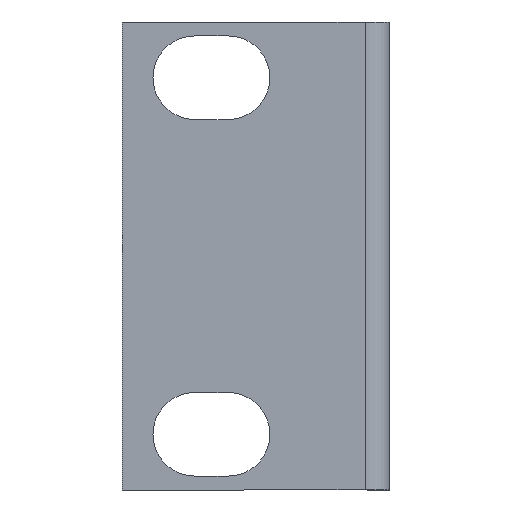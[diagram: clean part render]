
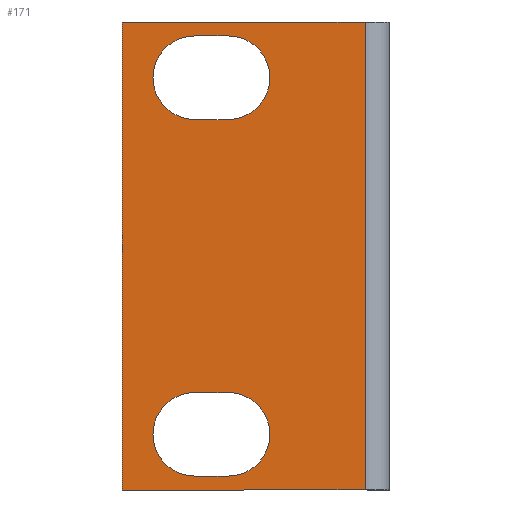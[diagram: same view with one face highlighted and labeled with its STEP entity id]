
A CAD part, left-side view. The second image highlights one B-rep face of the part: STEP entity #171.
In plain terms, the highlighted planar face has unit normal (-1, 0, 0).
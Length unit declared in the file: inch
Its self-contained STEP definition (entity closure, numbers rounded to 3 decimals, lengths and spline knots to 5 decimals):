
#14 = VECTOR ( 'NONE', #617, 39.37008 ) ;
#17 = AXIS2_PLACEMENT_3D ( 'NONE', #746, #737, #751 ) ;
#19 = CIRCLE ( 'NONE', #53, 0.14764 ) ;
#23 = AXIS2_PLACEMENT_3D ( 'NONE', #630, #615, #632 ) ;
#40 = CIRCLE ( 'NONE', #17, 0.14764 ) ;
#53 = AXIS2_PLACEMENT_3D ( 'NONE', #749, #715, #735 ) ;
#67 = AXIS2_PLACEMENT_3D ( 'NONE', #839, #809, #835 ) ;
#79 = VECTOR ( 'NONE', #814, 39.37008 ) ;
#86 = CIRCLE ( 'NONE', #67, 0.14764 ) ;
#87 = VECTOR ( 'NONE', #796, 39.37008 ) ;
#104 = AXIS2_PLACEMENT_3D ( 'NONE', #773, #761, #787 ) ;
#105 = VECTOR ( 'NONE', #848, 39.37008 ) ;
#106 = VECTOR ( 'NONE', #871, 39.37008 ) ;
#108 = VECTOR ( 'NONE', #857, 39.37008 ) ;
#113 = VECTOR ( 'NONE', #836, 39.37008 ) ;
#115 = CIRCLE ( 'NONE', #104, 0.14764 ) ;
#120 = AXIS2_PLACEMENT_3D ( 'NONE', #952, #915, #920 ) ;
#121 = CIRCLE ( 'NONE', #152, 0.14764 ) ;
#124 = VECTOR ( 'NONE', #953, 39.37008 ) ;
#129 = CIRCLE ( 'NONE', #120, 0.14764 ) ;
#152 = AXIS2_PLACEMENT_3D ( 'NONE', #936, #935, #905 ) ;
#171 = ADVANCED_FACE ( 'NONE', ( #639, #624, #618 ), #638, .T. ) ;
#173 = EDGE_CURVE ( 'NONE', #507, #553, #648, .T. ) ;
#200 = EDGE_CURVE ( 'NONE', #488, #505, #19, .T. ) ;
#201 = EDGE_CURVE ( 'NONE', #522, #491, #40, .T. ) ;
#208 = EDGE_CURVE ( 'NONE', #525, #533, #115, .T. ) ;
#211 = EDGE_CURVE ( 'NONE', #533, #522, #772, .T. ) ;
#223 = EDGE_CURVE ( 'NONE', #491, #451, #86, .T. ) ;
#225 = EDGE_CURVE ( 'NONE', #550, #523, #827, .T. ) ;
#228 = EDGE_CURVE ( 'NONE', #515, #516, #830, .T. ) ;
#234 = EDGE_CURVE ( 'NONE', #451, #525, #851, .T. ) ;
#239 = EDGE_CURVE ( 'NONE', #505, #541, #898, .T. ) ;
#241 = EDGE_CURVE ( 'NONE', #515, #553, #861, .T. ) ;
#252 = EDGE_CURVE ( 'NONE', #516, #507, #878, .T. ) ;
#255 = EDGE_CURVE ( 'NONE', #523, #488, #129, .T. ) ;
#258 = EDGE_CURVE ( 'NONE', #541, #550, #121, .T. ) ;
#321 = ORIENTED_EDGE ( 'NONE', *, *, #255, .F. ) ;
#324 = ORIENTED_EDGE ( 'NONE', *, *, #258, .F. ) ;
#326 = ORIENTED_EDGE ( 'NONE', *, *, #252, .F. ) ;
#331 = ORIENTED_EDGE ( 'NONE', *, *, #200, .F. ) ;
#335 = ORIENTED_EDGE ( 'NONE', *, *, #234, .F. ) ;
#338 = ORIENTED_EDGE ( 'NONE', *, *, #223, .F. ) ;
#353 = ORIENTED_EDGE ( 'NONE', *, *, #211, .F. ) ;
#354 = ORIENTED_EDGE ( 'NONE', *, *, #208, .F. ) ;
#355 = ORIENTED_EDGE ( 'NONE', *, *, #225, .F. ) ;
#356 = ORIENTED_EDGE ( 'NONE', *, *, #241, .T. ) ;
#361 = ORIENTED_EDGE ( 'NONE', *, *, #228, .F. ) ;
#366 = ORIENTED_EDGE ( 'NONE', *, *, #173, .F. ) ;
#368 = ORIENTED_EDGE ( 'NONE', *, *, #201, .F. ) ;
#376 = ORIENTED_EDGE ( 'NONE', *, *, #239, .F. ) ;
#442 = EDGE_LOOP ( 'NONE', ( #361, #356, #366, #326 ) ) ;
#449 = EDGE_LOOP ( 'NONE', ( #324, #376, #331, #321, #355 ) ) ;
#451 = VERTEX_POINT ( 'NONE', #913 ) ;
#488 = VERTEX_POINT ( 'NONE', #925 ) ;
#491 = VERTEX_POINT ( 'NONE', #928 ) ;
#493 = EDGE_LOOP ( 'NONE', ( #354, #335, #338, #368, #353 ) ) ;
#505 = VERTEX_POINT ( 'NONE', #917 ) ;
#507 = VERTEX_POINT ( 'NONE', #943 ) ;
#515 = VERTEX_POINT ( 'NONE', #941 ) ;
#516 = VERTEX_POINT ( 'NONE', #942 ) ;
#522 = VERTEX_POINT ( 'NONE', #956 ) ;
#523 = VERTEX_POINT ( 'NONE', #1000 ) ;
#525 = VERTEX_POINT ( 'NONE', #991 ) ;
#533 = VERTEX_POINT ( 'NONE', #981 ) ;
#541 = VERTEX_POINT ( 'NONE', #967 ) ;
#550 = VERTEX_POINT ( 'NONE', #982 ) ;
#553 = VERTEX_POINT ( 'NONE', #958 ) ;
#615 = DIRECTION ( 'NONE',  ( -1., 0., 0. ) ) ;
#617 = DIRECTION ( 'NONE',  ( 0., -1., 0. ) ) ;
#618 = FACE_OUTER_BOUND ( 'NONE', #442, .T. ) ;
#620 = CARTESIAN_POINT ( 'NONE',  ( 0.82488, 0.86588, 0. ) ) ;
#624 = FACE_BOUND ( 'NONE', #493, .T. ) ;
#630 = CARTESIAN_POINT ( 'NONE',  ( 0.82488, 0.86588, -1.65354 ) ) ;
#632 = DIRECTION ( 'NONE',  ( 0., 0., -1. ) ) ;
#638 = PLANE ( 'NONE',  #23 ) ;
#639 = FACE_BOUND ( 'NONE', #449, .T. ) ;
#648 = LINE ( 'NONE', #620, #14 ) ;
#715 = DIRECTION ( 'NONE',  ( -1., 0., 0. ) ) ;
#735 = DIRECTION ( 'NONE',  ( 0., -1., 0. ) ) ;
#737 = DIRECTION ( 'NONE',  ( -1., 0., 0. ) ) ;
#746 = CARTESIAN_POINT ( 'NONE',  ( 0.82488, 0.49187, -1.45669 ) ) ;
#749 = CARTESIAN_POINT ( 'NONE',  ( 0.82488, 0.49187, -0.19685 ) ) ;
#751 = DIRECTION ( 'NONE',  ( 0., -1., 0. ) ) ;
#761 = DIRECTION ( 'NONE',  ( -1., 0., 0. ) ) ;
#763 = CARTESIAN_POINT ( 'NONE',  ( 0.82488, 0.60998, -1.60433 ) ) ;
#772 = LINE ( 'NONE', #763, #87 ) ;
#773 = CARTESIAN_POINT ( 'NONE',  ( 0.82488, 0.60998, -1.45669 ) ) ;
#787 = DIRECTION ( 'NONE',  ( 0., -1., 0. ) ) ;
#796 = DIRECTION ( 'NONE',  ( 0., -1., 0. ) ) ;
#809 = DIRECTION ( 'NONE',  ( -1., 0., 0. ) ) ;
#814 = DIRECTION ( 'NONE',  ( 0., -1., 0. ) ) ;
#819 = CARTESIAN_POINT ( 'NONE',  ( 0.82488, 0.86588, -1.65354 ) ) ;
#827 = LINE ( 'NONE', #828, #79 ) ;
#828 = CARTESIAN_POINT ( 'NONE',  ( 0.82488, 0.60998, -0.34449 ) ) ;
#830 = LINE ( 'NONE', #819, #113 ) ;
#835 = DIRECTION ( 'NONE',  ( 0., -1., 0. ) ) ;
#836 = DIRECTION ( 'NONE',  ( 0., 1., 0. ) ) ;
#839 = CARTESIAN_POINT ( 'NONE',  ( 0.82488, 0.49187, -1.45669 ) ) ;
#848 = DIRECTION ( 'NONE',  ( 0., 1., 0. ) ) ;
#851 = LINE ( 'NONE', #856, #105 ) ;
#856 = CARTESIAN_POINT ( 'NONE',  ( 0.82488, 0.60998, -1.30906 ) ) ;
#857 = DIRECTION ( 'NONE',  ( 0., 0., 1. ) ) ;
#861 = LINE ( 'NONE', #896, #108 ) ;
#871 = DIRECTION ( 'NONE',  ( 0., 1., 0. ) ) ;
#878 = LINE ( 'NONE', #891, #124 ) ;
#891 = CARTESIAN_POINT ( 'NONE',  ( 0.82488, 0.86588, 0. ) ) ;
#893 = CARTESIAN_POINT ( 'NONE',  ( 0.82488, 0.60998, -0.04921 ) ) ;
#896 = CARTESIAN_POINT ( 'NONE',  ( 0.82488, 0.008, -1.65354 ) ) ;
#898 = LINE ( 'NONE', #893, #106 ) ;
#905 = DIRECTION ( 'NONE',  ( 0., -1., 0. ) ) ;
#913 = CARTESIAN_POINT ( 'NONE',  ( 0.82488, 0.49187, -1.30906 ) ) ;
#915 = DIRECTION ( 'NONE',  ( -1., 0., 0. ) ) ;
#917 = CARTESIAN_POINT ( 'NONE',  ( 0.82488, 0.49187, -0.04921 ) ) ;
#920 = DIRECTION ( 'NONE',  ( 0., -1., 0. ) ) ;
#925 = CARTESIAN_POINT ( 'NONE',  ( 0.82488, 0.34423, -0.19685 ) ) ;
#928 = CARTESIAN_POINT ( 'NONE',  ( 0.82488, 0.34423, -1.45669 ) ) ;
#935 = DIRECTION ( 'NONE',  ( -1., 0., 0. ) ) ;
#936 = CARTESIAN_POINT ( 'NONE',  ( 0.82488, 0.60998, -0.19685 ) ) ;
#941 = CARTESIAN_POINT ( 'NONE',  ( 0.82488, 0.008, -1.65354 ) ) ;
#942 = CARTESIAN_POINT ( 'NONE',  ( 0.82488, 0.86588, -1.65354 ) ) ;
#943 = CARTESIAN_POINT ( 'NONE',  ( 0.82488, 0.86588, 0. ) ) ;
#952 = CARTESIAN_POINT ( 'NONE',  ( 0.82488, 0.49187, -0.19685 ) ) ;
#953 = DIRECTION ( 'NONE',  ( 0., 0., 1. ) ) ;
#956 = CARTESIAN_POINT ( 'NONE',  ( 0.82488, 0.49187, -1.60433 ) ) ;
#958 = CARTESIAN_POINT ( 'NONE',  ( 0.82488, 0.008, 0. ) ) ;
#967 = CARTESIAN_POINT ( 'NONE',  ( 0.82488, 0.60998, -0.04921 ) ) ;
#981 = CARTESIAN_POINT ( 'NONE',  ( 0.82488, 0.60998, -1.60433 ) ) ;
#982 = CARTESIAN_POINT ( 'NONE',  ( 0.82488, 0.60998, -0.34449 ) ) ;
#991 = CARTESIAN_POINT ( 'NONE',  ( 0.82488, 0.60998, -1.30906 ) ) ;
#1000 = CARTESIAN_POINT ( 'NONE',  ( 0.82488, 0.49187, -0.34449 ) ) ;
